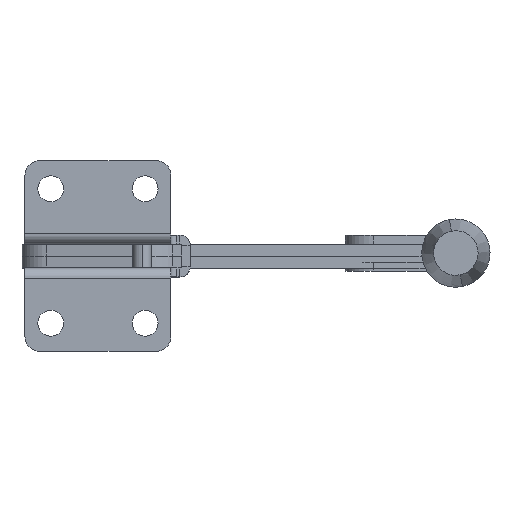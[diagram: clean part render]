
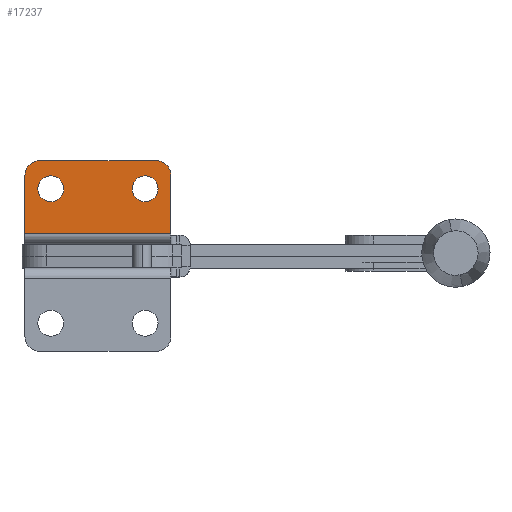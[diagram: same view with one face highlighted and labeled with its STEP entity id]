
A CAD part, top view. The second image highlights one B-rep face of the part: STEP entity #17237.
In plain terms, the highlighted planar face has unit normal (0, 0, 1).
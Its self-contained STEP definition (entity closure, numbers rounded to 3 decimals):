
#9667 = DIRECTION ( 'NONE',  ( 0., -1., 0. ) ) ;
#9669 = PLANE ( 'NONE',  #16208 ) ;
#9671 = CARTESIAN_POINT ( 'NONE',  ( -11.5, 27.15, 68. ) ) ;
#9678 = DIRECTION ( 'NONE',  ( 0., 0., -1. ) ) ;
#11542 = EDGE_LOOP ( 'NONE', ( #23837, #23937, #23867, #23999, #23997, #23996 ) ) ;
#11560 = EDGE_LOOP ( 'NONE', ( #23941, #23935 ) ) ;
#11572 = EDGE_LOOP ( 'NONE', ( #24016, #24025 ) ) ;
#11677 = CIRCLE ( 'NONE', #21299, 4.35 ) ;
#11697 = CIRCLE ( 'NONE', #21303, 4.35 ) ;
#15729 = FACE_BOUND ( 'NONE', #11572, .T. ) ;
#15730 = FACE_OUTER_BOUND ( 'NONE', #11542, .T. ) ;
#15732 = FACE_BOUND ( 'NONE', #11560, .T. ) ;
#16208 = AXIS2_PLACEMENT_3D ( 'NONE', #9671, #9678, #9667 ) ;
#17237 = ADVANCED_FACE ( 'NONE', ( #15729, #15732, #15730 ), #9669, .F. ) ;
#21299 = AXIS2_PLACEMENT_3D ( 'NONE', #28748, #28749, #28750 ) ;
#21303 = AXIS2_PLACEMENT_3D ( 'NONE', #28757, #28758, #28759 ) ;
#21416 = AXIS2_PLACEMENT_3D ( 'NONE', #29288, #29289, #29290 ) ;
#21417 = AXIS2_PLACEMENT_3D ( 'NONE', #29293, #29294, #29295 ) ;
#21418 = AXIS2_PLACEMENT_3D ( 'NONE', #29296, #29297, #29298 ) ;
#21421 = AXIS2_PLACEMENT_3D ( 'NONE', #29299, #29300, #29301 ) ;
#23610 = CARTESIAN_POINT ( 'NONE',  ( -47., 18.3, 68. ) ) ;
#23837 = ORIENTED_EDGE ( 'NONE', *, *, #25709, .F. ) ;
#23867 = ORIENTED_EDGE ( 'NONE', *, *, #25719, .F. ) ;
#23935 = ORIENTED_EDGE ( 'NONE', *, *, #25506, .T. ) ;
#23937 = ORIENTED_EDGE ( 'NONE', *, *, #25711, .F. ) ;
#23941 = ORIENTED_EDGE ( 'NONE', *, *, #25718, .T. ) ;
#23996 = ORIENTED_EDGE ( 'NONE', *, *, #25715, .F. ) ;
#23997 = ORIENTED_EDGE ( 'NONE', *, *, #25721, .F. ) ;
#23999 = ORIENTED_EDGE ( 'NONE', *, *, #25720, .F. ) ;
#24016 = ORIENTED_EDGE ( 'NONE', *, *, #25717, .T. ) ;
#24025 = ORIENTED_EDGE ( 'NONE', *, *, #25509, .T. ) ;
#25168 = VERTEX_POINT ( 'NONE', #23610 ) ;
#25189 = VERTEX_POINT ( 'NONE', #26827 ) ;
#25190 = VERTEX_POINT ( 'NONE', #26829 ) ;
#25191 = VERTEX_POINT ( 'NONE', #26831 ) ;
#25506 = EDGE_CURVE ( 'NONE', #25168, #25189, #11677, .T. ) ;
#25509 = EDGE_CURVE ( 'NONE', #25190, #25191, #11697, .T. ) ;
#25709 = EDGE_CURVE ( 'NONE', #26310, #26299, #29489, .T. ) ;
#25711 = EDGE_CURVE ( 'NONE', #26307, #26310, #29492, .T. ) ;
#25715 = EDGE_CURVE ( 'NONE', #26299, #26313, #29500, .T. ) ;
#25717 = EDGE_CURVE ( 'NONE', #25191, #25190, #29504, .T. ) ;
#25718 = EDGE_CURVE ( 'NONE', #25189, #25168, #29506, .T. ) ;
#25719 = EDGE_CURVE ( 'NONE', #26312, #26307, #29507, .T. ) ;
#25720 = EDGE_CURVE ( 'NONE', #26306, #26312, #29508, .T. ) ;
#25721 = EDGE_CURVE ( 'NONE', #26313, #26306, #29498, .T. ) ;
#26299 = VERTEX_POINT ( 'NONE', #31105 ) ;
#26306 = VERTEX_POINT ( 'NONE', #31112 ) ;
#26307 = VERTEX_POINT ( 'NONE', #31113 ) ;
#26310 = VERTEX_POINT ( 'NONE', #31116 ) ;
#26312 = VERTEX_POINT ( 'NONE', #31118 ) ;
#26313 = VERTEX_POINT ( 'NONE', #31119 ) ;
#26827 = CARTESIAN_POINT ( 'NONE',  ( -47., 27., 68. ) ) ;
#26829 = CARTESIAN_POINT ( 'NONE',  ( -15.2, 18.3, 68. ) ) ;
#26831 = CARTESIAN_POINT ( 'NONE',  ( -15.2, 27., 68. ) ) ;
#28748 = CARTESIAN_POINT ( 'NONE',  ( -47., 22.65, 68. ) ) ;
#28749 = DIRECTION ( 'NONE',  ( 0., 0., -1. ) ) ;
#28750 = DIRECTION ( 'NONE',  ( 0., 1., 0. ) ) ;
#28757 = CARTESIAN_POINT ( 'NONE',  ( -15.2, 22.65, 68. ) ) ;
#28758 = DIRECTION ( 'NONE',  ( 0., 0., -1. ) ) ;
#28759 = DIRECTION ( 'NONE',  ( 0., 1., 0. ) ) ;
#29266 = DIRECTION ( 'NONE',  ( -1., 0., 0. ) ) ;
#29270 = CARTESIAN_POINT ( 'NONE',  ( -11.5, 7.5, 68. ) ) ;
#29278 = CARTESIAN_POINT ( 'NONE',  ( -6.5, 7., 68. ) ) ;
#29280 = DIRECTION ( 'NONE',  ( 0., -1., 0. ) ) ;
#29284 = CARTESIAN_POINT ( 'NONE',  ( -55.7, 27.15, 68. ) ) ;
#29285 = DIRECTION ( 'NONE',  ( 0., 1., 0. ) ) ;
#29288 = CARTESIAN_POINT ( 'NONE',  ( -15.2, 22.65, 68. ) ) ;
#29289 = DIRECTION ( 'NONE',  ( 0., 0., -1. ) ) ;
#29290 = DIRECTION ( 'NONE',  ( 0., 1., 0. ) ) ;
#29291 = CARTESIAN_POINT ( 'NONE',  ( -11.5, 32.15, 68. ) ) ;
#29292 = DIRECTION ( 'NONE',  ( 1., 0., 0. ) ) ;
#29293 = CARTESIAN_POINT ( 'NONE',  ( -47., 22.65, 68. ) ) ;
#29294 = DIRECTION ( 'NONE',  ( 0., 0., -1. ) ) ;
#29295 = DIRECTION ( 'NONE',  ( 0., 1., 0. ) ) ;
#29296 = CARTESIAN_POINT ( 'NONE',  ( -11.5, 27.15, 68. ) ) ;
#29297 = DIRECTION ( 'NONE',  ( 0., 0., -1. ) ) ;
#29298 = DIRECTION ( 'NONE',  ( 0., -1., 0. ) ) ;
#29299 = CARTESIAN_POINT ( 'NONE',  ( -50.7, 27.15, 68. ) ) ;
#29300 = DIRECTION ( 'NONE',  ( 0., 0., -1. ) ) ;
#29301 = DIRECTION ( 'NONE',  ( 0., -1., 0. ) ) ;
#29489 = LINE ( 'NONE', #29270, #29491 ) ;
#29491 = VECTOR ( 'NONE', #29266, 1000. ) ;
#29492 = LINE ( 'NONE', #29278, #29495 ) ;
#29495 = VECTOR ( 'NONE', #29280, 1000. ) ;
#29498 = CIRCLE ( 'NONE', #21421, 5. ) ;
#29500 = LINE ( 'NONE', #29284, #29503 ) ;
#29503 = VECTOR ( 'NONE', #29285, 1000. ) ;
#29504 = CIRCLE ( 'NONE', #21416, 4.35 ) ;
#29506 = CIRCLE ( 'NONE', #21417, 4.35 ) ;
#29507 = CIRCLE ( 'NONE', #21418, 5. ) ;
#29508 = LINE ( 'NONE', #29291, #29510 ) ;
#29510 = VECTOR ( 'NONE', #29292, 1000. ) ;
#31105 = CARTESIAN_POINT ( 'NONE',  ( -55.7, 7.5, 68. ) ) ;
#31112 = CARTESIAN_POINT ( 'NONE',  ( -50.7, 32.15, 68. ) ) ;
#31113 = CARTESIAN_POINT ( 'NONE',  ( -6.5, 27.15, 68. ) ) ;
#31116 = CARTESIAN_POINT ( 'NONE',  ( -6.5, 7.5, 68. ) ) ;
#31118 = CARTESIAN_POINT ( 'NONE',  ( -11.5, 32.15, 68. ) ) ;
#31119 = CARTESIAN_POINT ( 'NONE',  ( -55.7, 27.15, 68. ) ) ;
